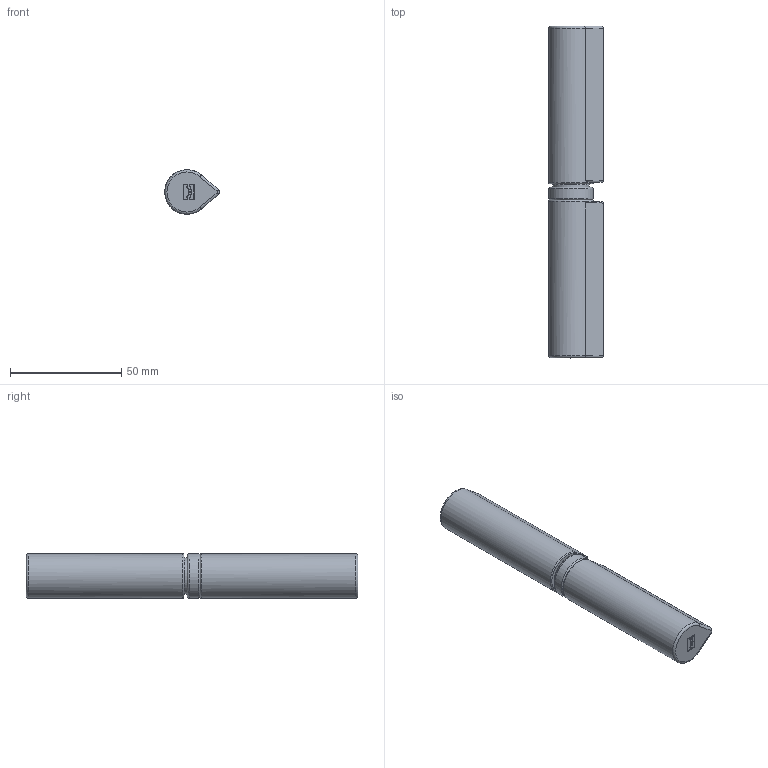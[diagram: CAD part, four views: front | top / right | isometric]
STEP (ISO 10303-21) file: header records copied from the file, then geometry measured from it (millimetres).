
FILE_DESCRIPTION(/* description */ ('cerniera 495-150'),/* implementation_level */ '2;1');
FILE_NAME(/* name */ '11647315.stp',/* time_stamp */ '2023-11-30T14:32:55+01:00',/* author */ ('gcocco'),/* organization */ (''),/* preprocessor_version */ 'ST-DEVELOPER v19.2',/* originating_system */ 'Autodesk Inventor 2023',/* authorisation */ '');
FILE_SCHEMA (('AUTOMOTIVE_DESIGN { 1 0 10303 214 3 1 1 }'));
Length unit declared in the file: millimetre
Products named in the file (4): 11647315; 21300833; 74900010; 22900933
Assembly tree (4 placements, depth 2):
  11647315
    21300833
    22900933  x2
    74900010
Bounding box: 24.5 x 149.3 x 20 mm (x, y, z)
Volume: 43730.6 mm3; surface area: 19857.4 mm2
Topology: 23 solids, 23 shells, 244 faces, 588 edges, 362 vertices
Faces by surface type: cylinder 75, plane 72, torus 59, sphere 18, cone 16, bspline 4
Full cylindrical faces by diameter (mm): 11.8 x2, 11.98 x1, 12 x2, 12.002 x2, 16.274 x1, 17.101 x1, 18.018 x1, 20 x1
Entity records: 5683 total; most frequent: CARTESIAN_POINT 1151, DIRECTION 1008, ORIENTED_EDGE 826, AXIS2_PLACEMENT_3D 442, EDGE_CURVE 413, VERTEX_POINT 334, CIRCLE 247, EDGE_LOOP 219
